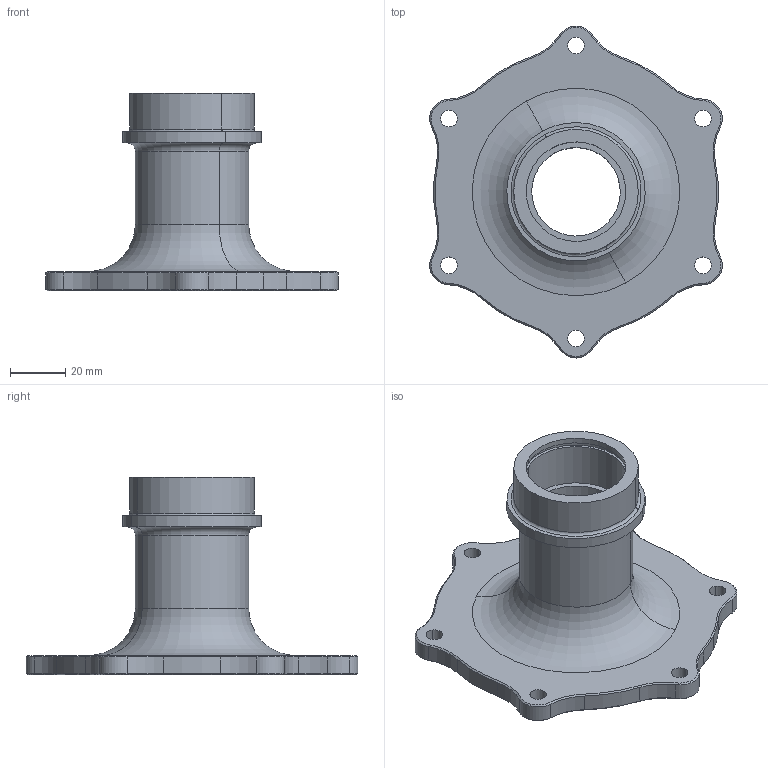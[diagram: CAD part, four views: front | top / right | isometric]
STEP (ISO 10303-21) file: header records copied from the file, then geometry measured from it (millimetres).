
FILE_DESCRIPTION(('CATIA V5 STEP Exchange'),'2;1');
FILE_NAME('cuscoshell_R.stp','2019-03-14T05:15:39+00:00',('none'),('none'),'CATIA Version 5 Release 20 GA (IN-10)','CATIA V5 STEP AP203','none');
FILE_SCHEMA(('CONFIG_CONTROL_DESIGN'));
Length unit declared in the file: millimetre
Products named in the file (1): Part1
Bounding box: 105.79 x 120 x 71.5 mm (x, y, z)
Volume: 87391.5 mm3; surface area: 37956.2 mm2
Topology: 1 solids, 1 shells, 133 faces, 301 edges, 182 vertices
Faces by surface type: cylinder 63, cone 50, plane 14, torus 6
Entity records: 3522 total; most frequent: ORIENTED_EDGE 602, CARTESIAN_POINT 594, DIRECTION 521, EDGE_CURVE 301, AXIS2_PLACEMENT_3D 299, CIRCLE 188, VERTEX_POINT 182, EDGE_LOOP 159
